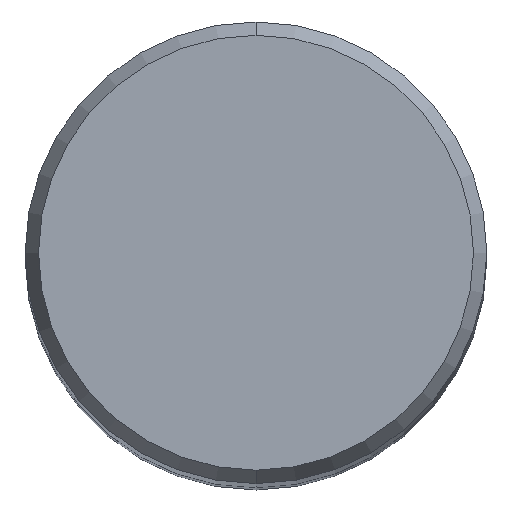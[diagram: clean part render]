
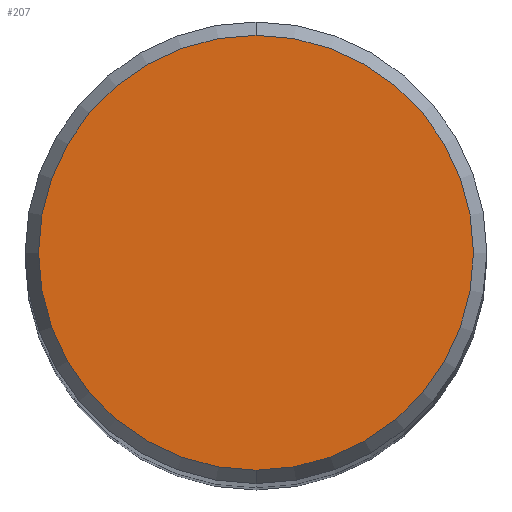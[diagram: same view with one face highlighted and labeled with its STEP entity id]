
A CAD part, top view. The second image highlights one B-rep face of the part: STEP entity #207.
In plain terms, the highlighted planar face has unit normal (0, 0, 1).
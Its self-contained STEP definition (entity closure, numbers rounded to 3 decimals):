
#151=EDGE_CURVE('',#297,#335,#403,.T.);
#207=ADVANCED_FACE('',(#467),#468,.T.);
#297=VERTEX_POINT('',#564);
#335=VERTEX_POINT('',#605);
#345=EDGE_CURVE('',#335,#297,#615,.T.);
#403=CIRCLE('',#670,7.479);
#467=FACE_OUTER_BOUND('',#848,.T.);
#468=PLANE('',#849);
#564=CARTESIAN_POINT('',(0.,-7.479,0.0));
#605=CARTESIAN_POINT('',(0.0,7.479,0.0));
#615=CIRCLE('',#1183,7.479);
#670=AXIS2_PLACEMENT_3D('',#1284,#1285,#1286);
#848=EDGE_LOOP('',(#1379,#1380));
#849=AXIS2_PLACEMENT_3D('',#1381,#1382,#1383);
#1183=AXIS2_PLACEMENT_3D('',#1507,#1508,#1509);
#1284=CARTESIAN_POINT('',(0.0,0.0,0.0));
#1285=DIRECTION('',(0.0,0.0,-1.0));
#1286=DIRECTION('',(0.0,1.0,0.0));
#1379=ORIENTED_EDGE('',*,*,#345,.F.);
#1380=ORIENTED_EDGE('',*,*,#151,.F.);
#1381=CARTESIAN_POINT('',(0.0,3.74,0.0));
#1382=DIRECTION('',(-0.0,0.0,1.0));
#1383=DIRECTION('',(0.0,-1.0,0.0));
#1507=CARTESIAN_POINT('',(0.0,0.0,0.0));
#1508=DIRECTION('',(0.0,0.0,-1.0));
#1509=DIRECTION('',(0.0,1.0,0.0));
